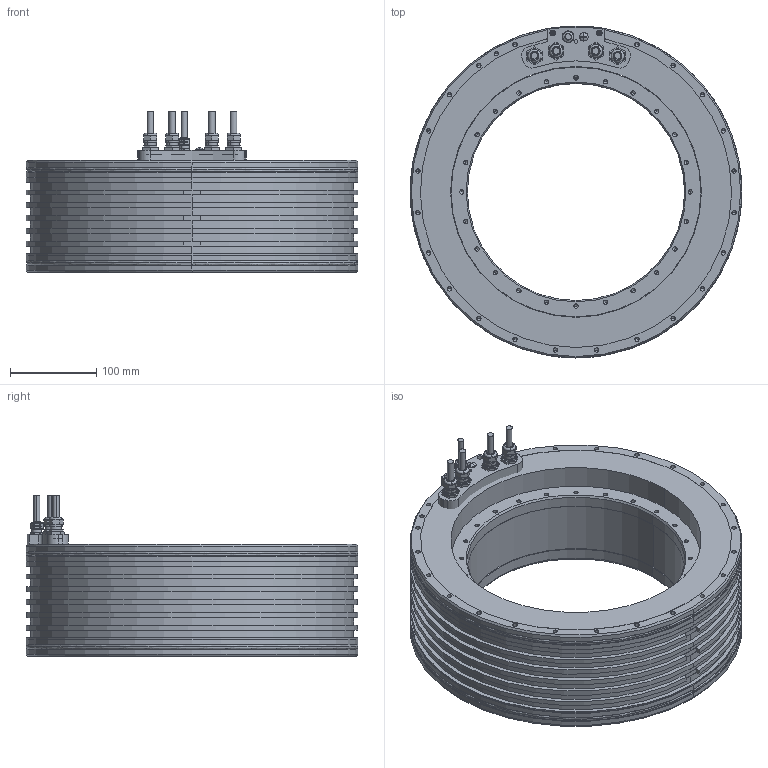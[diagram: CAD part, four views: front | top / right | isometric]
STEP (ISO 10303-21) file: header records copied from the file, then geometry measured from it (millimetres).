
FILE_DESCRIPTION((''),'2;1');
FILE_NAME('1395845-06_ASM','2023-08-28T14:21:52',('ch52332'),(''),'CREO PARAMETRIC BY PTC INC, 2022162','CREO PARAMETRIC BY PTC INC, 2022162','');
FILE_SCHEMA(('AUTOMOTIVE_DESIGN { 1 0 10303 214 1 1 1 1 }'));
Length unit declared in the file: millimetre
Products named in the file (14): 1379102-03-D01_AF8; 1378623-03-D01; 1157634-01-K01_AF2; 211399-32-Z01; 353668-11-K01; 1363165-01-A01_AF12; 1363165-01-A01_AF13; 353668-04-K01_AF2; 1159398-01_AF4; 508928-04-K01; 1394454-02_AF0_ASM; 200603-08-Z01; 200506-13-K01; 1395845-06_ASM
Assembly tree (23 placements, depth 3):
  1395845-06_ASM
    1379102-03-D01_AF8
    1378623-03-D01
    1394454-02_AF0_ASM
      1157634-01-K01_AF2
      211399-32-Z01  x4
      353668-11-K01  x4
      1363165-01-A01_AF12  x2
      1363165-01-A01_AF13  x2
      353668-04-K01_AF2
      1159398-01_AF4
      508928-04-K01
    200603-08-Z01  x2
    200506-13-K01  x2
Bounding box: 385 x 385 x 186.5 mm (x, y, z)
Volume: 7590950.8 mm3; surface area: 738074.8 mm2
Topology: 24 solids, 28 shells, 1250 faces, 2902 edges, 1659 vertices
Faces by surface type: cylinder 474, cone 352, plane 346, torus 68, revolution 8, sphere 2
Entity records: 27201 total; most frequent: CARTESIAN_POINT 4916, DIRECTION 4764, ORIENTED_EDGE 3892, EDGE_CURVE 1946, AXIS2_PLACEMENT_3D 1919, VERTEX_POINT 1206, EDGE_LOOP 1068, CIRCLE 970
